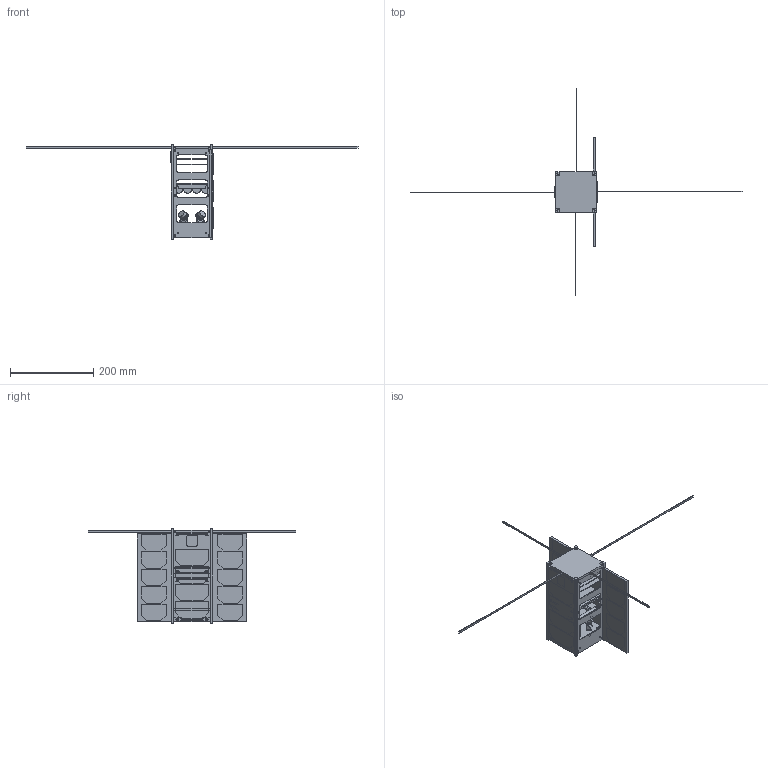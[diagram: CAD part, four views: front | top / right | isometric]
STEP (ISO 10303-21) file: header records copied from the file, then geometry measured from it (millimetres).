
FILE_DESCRIPTION (( 'STEP AP203' ), '1' );
FILE_NAME ('body_part_acis_Default_sldprt.STEP', '2019-06-26T01:47:27', ( '' ), ( '' ), 'SwSTEP 2.0', 'SolidWorks 2018', '' );
FILE_SCHEMA (( 'CONFIG_CONTROL_DESIGN' ));
Length unit declared in the file: millimetre
Products named in the file (1): body_part_acis_Default_sldprt
Bounding box: 798 x 498 x 227 mm (x, y, z)
Volume: 608004 mm3; surface area: 404637.7 mm2
Topology: 1 solids, 13 shells, 1519 faces, 4143 edges, 2660 vertices
Faces by surface type: plane 843, cylinder 497, cone 152, bspline 27
Entity records: 49106 total; most frequent: CARTESIAN_POINT 9646, DIRECTION 8303, ORIENTED_EDGE 8174, EDGE_CURVE 4087, AXIS2_PLACEMENT_3D 2771, VECTOR 2761, LINE 2761, VERTEX_POINT 2660
